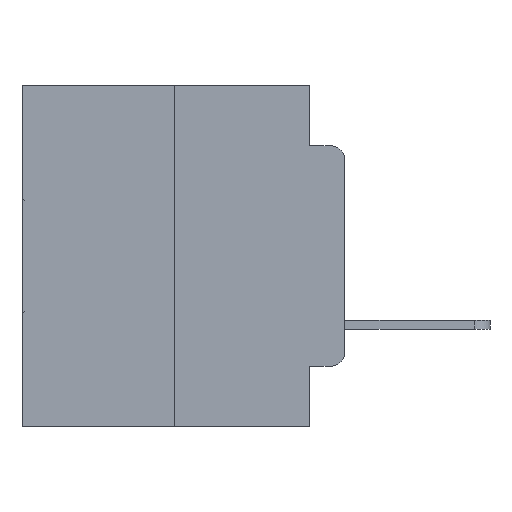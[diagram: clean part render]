
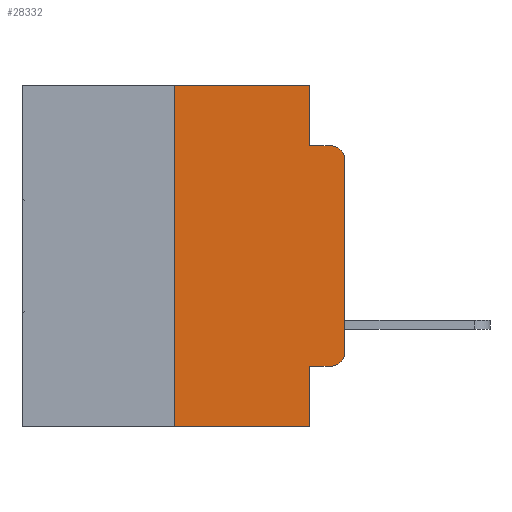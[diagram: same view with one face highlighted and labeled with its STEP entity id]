
A CAD part, left-side view. The second image highlights one B-rep face of the part: STEP entity #28332.
In plain terms, the highlighted planar face has unit normal (-1, 0, 0).
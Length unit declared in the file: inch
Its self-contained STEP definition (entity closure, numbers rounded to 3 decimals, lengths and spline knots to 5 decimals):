
#392 = CARTESIAN_POINT ( 'NONE',  ( 0., 0., -0.1085 ) ) ;
#447 = EDGE_CURVE ( 'NONE', #23543, #10228, #2204, .T. ) ;
#593 = ORIENTED_EDGE ( 'NONE', *, *, #28820, .F. ) ;
#1645 = VECTOR ( 'NONE', #4504, 39.37008 ) ;
#1654 = AXIS2_PLACEMENT_3D ( 'NONE', #15955, #7102, #23169 ) ;
#1941 = DIRECTION ( 'NONE',  ( 0., -1., 0. ) ) ;
#2000 = PLANE ( 'NONE',  #1654 ) ;
#2204 = CIRCLE ( 'NONE', #17910, 0.02 ) ;
#3158 = LINE ( 'NONE', #15013, #26144 ) ;
#3177 = CARTESIAN_POINT ( 'NONE',  ( 0., 0.051, 0. ) ) ;
#3238 = EDGE_CURVE ( 'NONE', #27708, #25078, #13153, .T. ) ;
#3312 = LINE ( 'NONE', #22391, #21981 ) ;
#3359 = EDGE_CURVE ( 'NONE', #13225, #5662, #8809, .T. ) ;
#3403 = CARTESIAN_POINT ( 'NONE',  ( 0., 0.02, -0.0885 ) ) ;
#3413 = VECTOR ( 'NONE', #14746, 39.37008 ) ;
#4504 = DIRECTION ( 'NONE',  ( 0., 0., 1. ) ) ;
#4642 = DIRECTION ( 'NONE',  ( 0., 0., 1. ) ) ;
#5662 = VERTEX_POINT ( 'NONE', #3403 ) ;
#5694 = VECTOR ( 'NONE', #4642, 39.37008 ) ;
#5968 = ORIENTED_EDGE ( 'NONE', *, *, #3359, .T. ) ;
#6207 = ORIENTED_EDGE ( 'NONE', *, *, #447, .T. ) ;
#6565 = EDGE_CURVE ( 'NONE', #10228, #13225, #8906, .T. ) ;
#6856 = ORIENTED_EDGE ( 'NONE', *, *, #20028, .F. ) ;
#6949 = CARTESIAN_POINT ( 'NONE',  ( 0., 0.02, -0.3915 ) ) ;
#7102 = DIRECTION ( 'NONE',  ( 1., 0., 0. ) ) ;
#8343 = VECTOR ( 'NONE', #29645, 39.37008 ) ;
#8801 = CARTESIAN_POINT ( 'NONE',  ( 0., 0.25, 0. ) ) ;
#8809 = CIRCLE ( 'NONE', #10656, 0.02 ) ;
#8906 = LINE ( 'NONE', #25340, #5694 ) ;
#9213 = CARTESIAN_POINT ( 'NONE',  ( 0., 0.051, 0. ) ) ;
#9238 = CARTESIAN_POINT ( 'NONE',  ( 0., 0.473, -0.5 ) ) ;
#9984 = CARTESIAN_POINT ( 'NONE',  ( 0., 0.02, -0.4115 ) ) ;
#10228 = VERTEX_POINT ( 'NONE', #18773 ) ;
#10540 = ORIENTED_EDGE ( 'NONE', *, *, #29596, .F. ) ;
#10656 = AXIS2_PLACEMENT_3D ( 'NONE', #12995, #22210, #26972 ) ;
#10759 = ORIENTED_EDGE ( 'NONE', *, *, #19292, .T. ) ;
#12074 = LINE ( 'NONE', #8801, #1645 ) ;
#12348 = CARTESIAN_POINT ( 'NONE',  ( 0., 0.473, 0. ) ) ;
#12859 = ORIENTED_EDGE ( 'NONE', *, *, #27963, .F. ) ;
#12995 = CARTESIAN_POINT ( 'NONE',  ( 0., 0.02, -0.1085 ) ) ;
#13069 = DIRECTION ( 'NONE',  ( 0., 0., -1. ) ) ;
#13075 = VECTOR ( 'NONE', #26078, 39.37008 ) ;
#13153 = LINE ( 'NONE', #9238, #27903 ) ;
#13225 = VERTEX_POINT ( 'NONE', #392 ) ;
#13235 = CARTESIAN_POINT ( 'NONE',  ( 0., 0.25, 0. ) ) ;
#13972 = VERTEX_POINT ( 'NONE', #3177 ) ;
#14452 = VERTEX_POINT ( 'NONE', #26094 ) ;
#14746 = DIRECTION ( 'NONE',  ( 0., -1., 0. ) ) ;
#15013 = CARTESIAN_POINT ( 'NONE',  ( 0., 0.051, -0.0885 ) ) ;
#15696 = CARTESIAN_POINT ( 'NONE',  ( 0., 0.051, -0.5 ) ) ;
#15955 = CARTESIAN_POINT ( 'NONE',  ( 0., 0.473, 0. ) ) ;
#15998 = EDGE_CURVE ( 'NONE', #14452, #25078, #23458, .T. ) ;
#17910 = AXIS2_PLACEMENT_3D ( 'NONE', #6949, #20712, #22800 ) ;
#18773 = CARTESIAN_POINT ( 'NONE',  ( 0., 0., -0.3915 ) ) ;
#19137 = CARTESIAN_POINT ( 'NONE',  ( 0., 0.051, -0.4115 ) ) ;
#19292 = EDGE_CURVE ( 'NONE', #14452, #23543, #21343, .T. ) ;
#19675 = ORIENTED_EDGE ( 'NONE', *, *, #15998, .F. ) ;
#20028 = EDGE_CURVE ( 'NONE', #13972, #23183, #3312, .T. ) ;
#20712 = DIRECTION ( 'NONE',  ( -1., 0., 0. ) ) ;
#21343 = LINE ( 'NONE', #19137, #13075 ) ;
#21922 = DIRECTION ( 'NONE',  ( 0., -1., 0. ) ) ;
#21981 = VECTOR ( 'NONE', #13069, 39.37008 ) ;
#22210 = DIRECTION ( 'NONE',  ( -1., 0., 0. ) ) ;
#22391 = CARTESIAN_POINT ( 'NONE',  ( 0., 0.051, 0. ) ) ;
#22800 = DIRECTION ( 'NONE',  ( 0., 0., -1. ) ) ;
#23169 = DIRECTION ( 'NONE',  ( 0., 0., -1. ) ) ;
#23183 = VERTEX_POINT ( 'NONE', #25636 ) ;
#23458 = LINE ( 'NONE', #9213, #8343 ) ;
#23543 = VERTEX_POINT ( 'NONE', #9984 ) ;
#23668 = ORIENTED_EDGE ( 'NONE', *, *, #3238, .T. ) ;
#23721 = ORIENTED_EDGE ( 'NONE', *, *, #6565, .T. ) ;
#24799 = CARTESIAN_POINT ( 'NONE',  ( 0., 0.25, -0.5 ) ) ;
#25078 = VERTEX_POINT ( 'NONE', #15696 ) ;
#25340 = CARTESIAN_POINT ( 'NONE',  ( 0., 0., 0. ) ) ;
#25636 = CARTESIAN_POINT ( 'NONE',  ( 0., 0.051, -0.0885 ) ) ;
#26078 = DIRECTION ( 'NONE',  ( 0., -1., 0. ) ) ;
#26094 = CARTESIAN_POINT ( 'NONE',  ( 0., 0.051, -0.4115 ) ) ;
#26144 = VECTOR ( 'NONE', #21922, 39.37008 ) ;
#26314 = EDGE_LOOP ( 'NONE', ( #23721, #5968, #593, #6856, #12859, #10540, #23668, #19675, #10759, #6207 ) ) ;
#26406 = FACE_OUTER_BOUND ( 'NONE', #26314, .T. ) ;
#26972 = DIRECTION ( 'NONE',  ( 0., 0., -1. ) ) ;
#27708 = VERTEX_POINT ( 'NONE', #24799 ) ;
#27903 = VECTOR ( 'NONE', #1941, 39.37008 ) ;
#27963 = EDGE_CURVE ( 'NONE', #29414, #13972, #28910, .T. ) ;
#28332 = ADVANCED_FACE ( 'NONE', ( #26406 ), #2000, .F. ) ;
#28820 = EDGE_CURVE ( 'NONE', #23183, #5662, #3158, .T. ) ;
#28910 = LINE ( 'NONE', #12348, #3413 ) ;
#29414 = VERTEX_POINT ( 'NONE', #13235 ) ;
#29596 = EDGE_CURVE ( 'NONE', #27708, #29414, #12074, .T. ) ;
#29645 = DIRECTION ( 'NONE',  ( 0., 0., -1. ) ) ;
